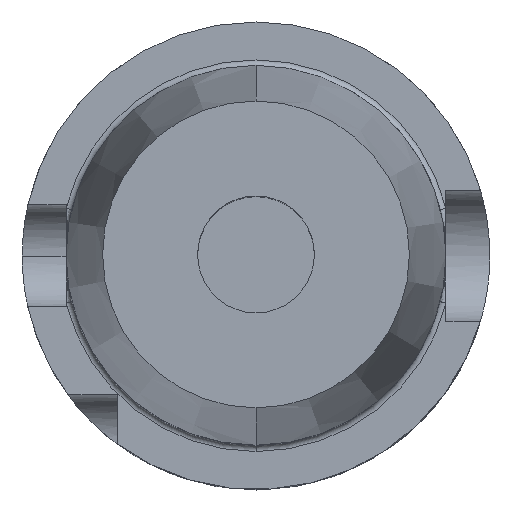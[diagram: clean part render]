
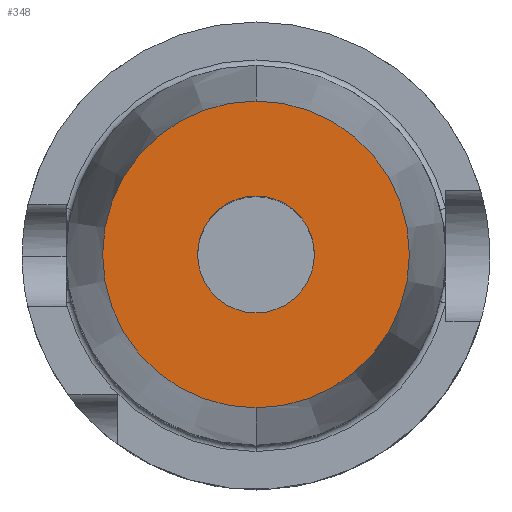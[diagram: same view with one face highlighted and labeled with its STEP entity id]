
A CAD part, top view. The second image highlights one B-rep face of the part: STEP entity #348.
In plain terms, the highlighted planar face has unit normal (0, 0, 1).
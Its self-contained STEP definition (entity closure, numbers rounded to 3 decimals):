
#146 = AXIS2_PLACEMENT_3D ( 'NONE', #1320, #212, #774 ) ;
#188 = VERTEX_POINT ( 'NONE', #3254 ) ;
#212 = DIRECTION ( 'NONE',  ( 0., 0., -1. ) ) ;
#284 = AXIS2_PLACEMENT_3D ( 'NONE', #1224, #1460, #1192 ) ;
#300 = VERTEX_POINT ( 'NONE', #463 ) ;
#330 = DIRECTION ( 'NONE',  ( 0., 0., -1. ) ) ;
#348 = ADVANCED_FACE ( 'NONE', ( #2423, #2699 ), #1933, .T. ) ;
#442 = CIRCLE ( 'NONE', #2708, 4. ) ;
#463 = CARTESIAN_POINT ( 'NONE',  ( 0., -10.5, 70. ) ) ;
#496 = DIRECTION ( 'NONE',  ( 0., 1., 0. ) ) ;
#774 = DIRECTION ( 'NONE',  ( 0., 1., 0. ) ) ;
#884 = DIRECTION ( 'NONE',  ( 0., 1., 0. ) ) ;
#1111 = DIRECTION ( 'NONE',  ( 0., 0., 1. ) ) ;
#1130 = CIRCLE ( 'NONE', #146, 4. ) ;
#1192 = DIRECTION ( 'NONE',  ( 0., 1., 0. ) ) ;
#1224 = CARTESIAN_POINT ( 'NONE',  ( 0., 0., 70. ) ) ;
#1273 = EDGE_CURVE ( 'NONE', #300, #1396, #1421, .T. ) ;
#1320 = CARTESIAN_POINT ( 'NONE',  ( 0., 0., 70. ) ) ;
#1352 = CARTESIAN_POINT ( 'NONE',  ( 0., 0., 70. ) ) ;
#1396 = VERTEX_POINT ( 'NONE', #2651 ) ;
#1421 = CIRCLE ( 'NONE', #284, 10.5 ) ;
#1460 = DIRECTION ( 'NONE',  ( 0., 0., -1. ) ) ;
#1625 = CIRCLE ( 'NONE', #3318, 10.5 ) ;
#1637 = DIRECTION ( 'NONE',  ( 0., 0., -1. ) ) ;
#1757 = CARTESIAN_POINT ( 'NONE',  ( 0., 0., 70. ) ) ;
#1933 = PLANE ( 'NONE',  #3368 ) ;
#2116 = ORIENTED_EDGE ( 'NONE', *, *, #1273, .F. ) ;
#2192 = EDGE_CURVE ( 'NONE', #188, #3507, #442, .T. ) ;
#2423 = FACE_BOUND ( 'NONE', #2930, .T. ) ;
#2450 = CARTESIAN_POINT ( 'NONE',  ( 0., 4., 70. ) ) ;
#2651 = CARTESIAN_POINT ( 'NONE',  ( 0., 10.5, 70. ) ) ;
#2699 = FACE_OUTER_BOUND ( 'NONE', #3205, .T. ) ;
#2708 = AXIS2_PLACEMENT_3D ( 'NONE', #1757, #330, #884 ) ;
#2780 = DIRECTION ( 'NONE',  ( 0., -1., 0. ) ) ;
#2823 = CARTESIAN_POINT ( 'NONE',  ( 0., 10.5, 70. ) ) ;
#2930 = EDGE_LOOP ( 'NONE', ( #3642, #2931 ) ) ;
#2931 = ORIENTED_EDGE ( 'NONE', *, *, #2192, .T. ) ;
#3014 = EDGE_CURVE ( 'NONE', #3507, #188, #1130, .T. ) ;
#3089 = EDGE_CURVE ( 'NONE', #1396, #300, #1625, .T. ) ;
#3205 = EDGE_LOOP ( 'NONE', ( #3487, #2116 ) ) ;
#3254 = CARTESIAN_POINT ( 'NONE',  ( 0., -4., 70. ) ) ;
#3318 = AXIS2_PLACEMENT_3D ( 'NONE', #1352, #1637, #496 ) ;
#3368 = AXIS2_PLACEMENT_3D ( 'NONE', #2823, #1111, #2780 ) ;
#3487 = ORIENTED_EDGE ( 'NONE', *, *, #3089, .F. ) ;
#3507 = VERTEX_POINT ( 'NONE', #2450 ) ;
#3642 = ORIENTED_EDGE ( 'NONE', *, *, #3014, .T. ) ;
